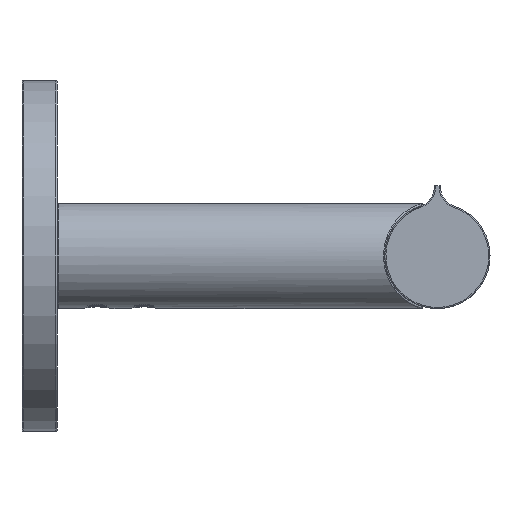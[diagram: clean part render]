
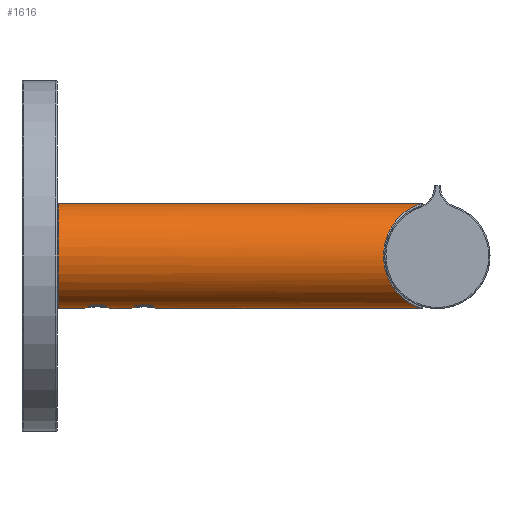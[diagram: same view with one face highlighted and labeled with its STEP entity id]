
A CAD part, left-side view. The second image highlights one B-rep face of the part: STEP entity #1616.
In plain terms, the highlighted cylindrical face has radius 9 mm (diameter 18 mm), a full revolution.
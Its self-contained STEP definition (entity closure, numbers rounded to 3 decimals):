
#102=B_SPLINE_CURVE_WITH_KNOTS('',3,(#9574,#9575,#9576,#9577,#9578,#9579,
#9580,#9581,#9582,#9583,#9584,#9585,#9586,#9587,#9588),.UNSPECIFIED.,.T.,
 .F.,(1,1,1,1,1,1,1,1,1,1,1,1,1,1,1,1,1,1,1),(-0.003,-0.002,
-0.001,0.,0.002,0.004,0.005,
0.006,0.007,0.008,0.009,
0.011,0.012,0.013,0.014,
0.015,0.017,0.019,0.02),
 .UNSPECIFIED.);
#103=B_SPLINE_CURVE_WITH_KNOTS('',3,(#9590,#9591,#9592,#9593,#9594,#9595,
#9596,#9597,#9598,#9599,#9600,#9601,#9602,#9603,#9604),.UNSPECIFIED.,.T.,
 .F.,(1,1,1,1,1,1,1,1,1,1,1,1,1,1,1,1,1,1,1),(-0.003,-0.002,
-0.001,0.,0.002,0.004,0.005,
0.006,0.007,0.008,0.009,
0.011,0.012,0.013,0.014,
0.015,0.017,0.019,0.02),
 .UNSPECIFIED.);
#104=B_SPLINE_CURVE_WITH_KNOTS('',3,(#9608,#9609,#9610,#9611,#9612,#9613,
#9614,#9615,#9616,#9617,#9618,#9619,#9620,#9621,#9622,#9623,#9624,#9625,
#9626,#9627,#9628,#9629,#9630,#9631,#9632,#9633,#9634,#9635,#9636,#9637,
#9638,#9639,#9640,#9641),.UNSPECIFIED.,.T.,.F.,(1,1,1,1,1,1,1,1,1,1,1,1,
1,1,1,1,1,1,1,1,1,1,1,1,1,1,1,1,1,1,1,1,1,1,1,1,1,1),(-0.004,
-0.002,-0.001,0.,0.001,0.002,
0.004,0.006,0.008,0.012,
0.016,0.02,0.022,0.024,
0.026,0.028,0.03,0.031,
0.032,0.033,0.034,0.036,
0.038,0.04,0.044,0.046,
0.048,0.052,0.054,0.056,
0.058,0.06,0.062,0.063,
0.064,0.065,0.066,0.068),
 .UNSPECIFIED.);
#320=CYLINDRICAL_SURFACE('',#1868,9.);
#611=ORIENTED_EDGE('',*,*,#914,.F.);
#612=ORIENTED_EDGE('',*,*,#915,.F.);
#613=ORIENTED_EDGE('',*,*,#916,.T.);
#614=ORIENTED_EDGE('',*,*,#917,.T.);
#914=EDGE_CURVE('',#1088,#1088,#102,.T.);
#915=EDGE_CURVE('',#1089,#1089,#103,.T.);
#916=EDGE_CURVE('',#1090,#1090,#1181,.F.);
#917=EDGE_CURVE('',#1091,#1091,#104,.T.);
#1088=VERTEX_POINT('',#9589);
#1089=VERTEX_POINT('',#9605);
#1090=VERTEX_POINT('',#9607);
#1091=VERTEX_POINT('',#9642);
#1181=CIRCLE('',#1869,9.);
#1297=EDGE_LOOP('',(#611));
#1298=EDGE_LOOP('',(#612));
#1299=EDGE_LOOP('',(#613));
#1300=EDGE_LOOP('',(#614));
#1456=FACE_BOUND('',#1297,.T.);
#1457=FACE_BOUND('',#1298,.T.);
#1458=FACE_BOUND('',#1299,.T.);
#1459=FACE_BOUND('',#1300,.T.);
#1616=ADVANCED_FACE('',(#1456,#1457,#1458,#1459),#320,.T.);
#1868=AXIS2_PLACEMENT_3D('',#9573,#2243,#2244);
#1869=AXIS2_PLACEMENT_3D('',#9606,#2245,#2246);
#2243=DIRECTION('',(0.,-1.,0.));
#2244=DIRECTION('',(1.,0.,0.));
#2245=DIRECTION('',(0.,1.,0.));
#2246=DIRECTION('',(0.,0.,1.));
#9573=CARTESIAN_POINT('',(0.,0.,0.));
#9574=CARTESIAN_POINT('',(-0.988,-17.192,-8.96));
#9575=CARTESIAN_POINT('',(-1.977,-16.35,-8.798));
#9576=CARTESIAN_POINT('',(-2.489,-14.755,-8.644));
#9577=CARTESIAN_POINT('',(-1.928,-13.174,-8.81));
#9578=CARTESIAN_POINT('',(-0.92,-12.374,-8.968));
#9579=CARTESIAN_POINT('',(0.034,-12.155,-9.018));
#9580=CARTESIAN_POINT('',(0.984,-12.406,-8.96));
#9581=CARTESIAN_POINT('',(1.973,-13.243,-8.799));
#9582=CARTESIAN_POINT('',(2.49,-14.842,-8.644));
#9583=CARTESIAN_POINT('',(1.929,-16.424,-8.81));
#9584=CARTESIAN_POINT('',(0.921,-17.225,-8.967));
#9585=CARTESIAN_POINT('',(-0.035,-17.446,-9.018));
#9586=CARTESIAN_POINT('',(-0.988,-17.192,-8.96));
#9587=CARTESIAN_POINT('',(-1.977,-16.35,-8.798));
#9588=CARTESIAN_POINT('',(-2.489,-14.755,-8.644));
#9589=CARTESIAN_POINT('',(-1.682,-16.524,-8.841));
#9590=CARTESIAN_POINT('',(-0.988,-9.192,-8.96));
#9591=CARTESIAN_POINT('',(-1.977,-8.35,-8.798));
#9592=CARTESIAN_POINT('',(-2.489,-6.755,-8.644));
#9593=CARTESIAN_POINT('',(-1.928,-5.174,-8.81));
#9594=CARTESIAN_POINT('',(-0.92,-4.374,-8.968));
#9595=CARTESIAN_POINT('',(0.034,-4.155,-9.018));
#9596=CARTESIAN_POINT('',(0.984,-4.406,-8.96));
#9597=CARTESIAN_POINT('',(1.973,-5.243,-8.799));
#9598=CARTESIAN_POINT('',(2.49,-6.842,-8.644));
#9599=CARTESIAN_POINT('',(1.929,-8.424,-8.81));
#9600=CARTESIAN_POINT('',(0.921,-9.225,-8.967));
#9601=CARTESIAN_POINT('',(-0.035,-9.446,-9.018));
#9602=CARTESIAN_POINT('',(-0.988,-9.192,-8.96));
#9603=CARTESIAN_POINT('',(-1.977,-8.35,-8.798));
#9604=CARTESIAN_POINT('',(-2.489,-6.755,-8.644));
#9605=CARTESIAN_POINT('',(-1.682,-8.524,-8.841));
#9606=CARTESIAN_POINT('',(0.,-0.2,0.));
#9607=CARTESIAN_POINT('',(0.,-0.2,9.));
#9608=CARTESIAN_POINT('',(-0.993,-62.191,8.962));
#9609=CARTESIAN_POINT('',(0.,-62.379,9.019));
#9610=CARTESIAN_POINT('',(0.993,-62.191,8.962));
#9611=CARTESIAN_POINT('',(2.176,-61.629,8.767));
#9612=CARTESIAN_POINT('',(3.487,-60.688,8.348));
#9613=CARTESIAN_POINT('',(4.892,-59.528,7.61));
#9614=CARTESIAN_POINT('',(6.598,-58.026,6.288));
#9615=CARTESIAN_POINT('',(8.376,-56.385,3.951));
#9616=CARTESIAN_POINT('',(9.305,-55.514,0.018));
#9617=CARTESIAN_POINT('',(8.554,-56.219,-3.246));
#9618=CARTESIAN_POINT('',(7.33,-57.35,-5.317));
#9619=CARTESIAN_POINT('',(6.214,-58.363,-6.58));
#9620=CARTESIAN_POINT('',(4.926,-59.499,-7.589));
#9621=CARTESIAN_POINT('',(3.527,-60.656,-8.331));
#9622=CARTESIAN_POINT('',(2.226,-61.597,-8.754));
#9623=CARTESIAN_POINT('',(1.047,-62.171,-8.955));
#9624=CARTESIAN_POINT('',(0.065,-62.379,-9.019));
#9625=CARTESIAN_POINT('',(-0.94,-62.211,-8.968));
#9626=CARTESIAN_POINT('',(-2.132,-61.657,-8.778));
#9627=CARTESIAN_POINT('',(-3.453,-60.715,-8.363));
#9628=CARTESIAN_POINT('',(-4.866,-59.55,-7.627));
#9629=CARTESIAN_POINT('',(-6.582,-58.04,-6.307));
#9630=CARTESIAN_POINT('',(-8.009,-56.724,-4.427));
#9631=CARTESIAN_POINT('',(-8.847,-55.943,-2.004));
#9632=CARTESIAN_POINT('',(-9.151,-55.658,0.643));
#9633=CARTESIAN_POINT('',(-8.551,-56.222,3.257));
#9634=CARTESIAN_POINT('',(-7.318,-57.361,5.333));
#9635=CARTESIAN_POINT('',(-6.196,-58.379,6.597));
#9636=CARTESIAN_POINT('',(-4.9,-59.521,7.606));
#9637=CARTESIAN_POINT('',(-3.493,-60.683,8.345));
#9638=CARTESIAN_POINT('',(-2.184,-61.624,8.765));
#9639=CARTESIAN_POINT('',(-0.993,-62.191,8.962));
#9640=CARTESIAN_POINT('',(0.,-62.379,9.019));
#9641=CARTESIAN_POINT('',(0.993,-62.191,8.962));
#9642=CARTESIAN_POINT('',(0.,-62.317,9.));
